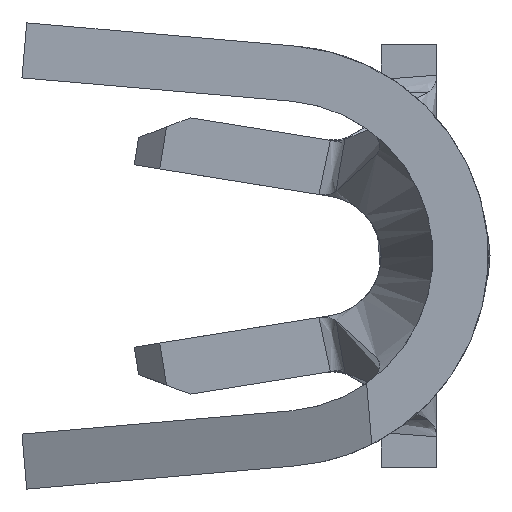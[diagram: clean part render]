
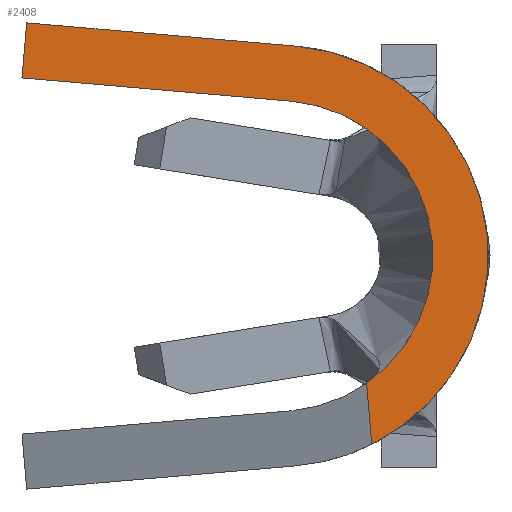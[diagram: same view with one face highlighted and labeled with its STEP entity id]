
A CAD part, left-side view. The second image highlights one B-rep face of the part: STEP entity #2408.
In plain terms, the highlighted planar face has unit normal (-1, 0, 0).
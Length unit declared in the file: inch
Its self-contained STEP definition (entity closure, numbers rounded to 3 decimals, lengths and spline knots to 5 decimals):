
#22 = ORIENTED_EDGE ( 'NONE', *, *, #120, .F. ) ;
#68 = CARTESIAN_POINT ( 'NONE',  ( -0.312, 0.0495, 0.12155 ) ) ;
#120 = EDGE_CURVE ( 'NONE', #1152, #258, #2109, .T. ) ;
#131 = DIRECTION ( 'NONE',  ( 1., 0., 0. ) ) ;
#139 = AXIS2_PLACEMENT_3D ( 'NONE', #2705, #907, #3000 ) ;
#157 = ORIENTED_EDGE ( 'NONE', *, *, #1342, .F. ) ;
#193 = CIRCLE ( 'NONE', #2515, 0.122 ) ;
#258 = VERTEX_POINT ( 'NONE', #927 ) ;
#410 = DIRECTION ( 'NONE',  ( 1., 0., 0. ) ) ;
#572 = VERTEX_POINT ( 'NONE', #1657 ) ;
#844 = LINE ( 'NONE', #3894, #1361 ) ;
#907 = DIRECTION ( 'NONE',  ( -1., 0., 0. ) ) ;
#927 = CARTESIAN_POINT ( 'NONE',  ( -0.312, 0.0495, 0.12155 ) ) ;
#971 = CARTESIAN_POINT ( 'NONE',  ( -0.312, 0.20525, 0.135 ) ) ;
#1152 = VERTEX_POINT ( 'NONE', #971 ) ;
#1229 = CARTESIAN_POINT ( 'NONE',  ( -0.312, 0.00541, -0.1091 ) ) ;
#1230 = ORIENTED_EDGE ( 'NONE', *, *, #2429, .T. ) ;
#1342 = EDGE_CURVE ( 'NONE', #1922, #1152, #844, .T. ) ;
#1361 = VECTOR ( 'NONE', #2128, 39.37008 ) ;
#1417 = CARTESIAN_POINT ( 'NONE',  ( -0.312, 0.05226, 0.08967 ) ) ;
#1534 = LINE ( 'NONE', #2846, #2245 ) ;
#1609 = CARTESIAN_POINT ( 'NONE',  ( -0.312, 0.06, 0. ) ) ;
#1657 = CARTESIAN_POINT ( 'NONE',  ( -0.312, 0.00846, -0.07378 ) ) ;
#1735 = VECTOR ( 'NONE', #2500, 39.37008 ) ;
#1822 = VECTOR ( 'NONE', #2783, 39.37008 ) ;
#1922 = VERTEX_POINT ( 'NONE', #3489 ) ;
#1926 = PLANE ( 'NONE',  #2074 ) ;
#1960 = CARTESIAN_POINT ( 'NONE',  ( -0.312, 0.06, 0. ) ) ;
#2074 = AXIS2_PLACEMENT_3D ( 'NONE', #1609, #410, #2518 ) ;
#2109 = LINE ( 'NONE', #68, #1822 ) ;
#2128 = DIRECTION ( 'NONE',  ( 0., -0.086, 0.996 ) ) ;
#2245 = VECTOR ( 'NONE', #3139, 39.37008 ) ;
#2249 = DIRECTION ( 'NONE',  ( 0., 0., -1. ) ) ;
#2261 = ORIENTED_EDGE ( 'NONE', *, *, #2561, .F. ) ;
#2408 = ADVANCED_FACE ( 'NONE', ( #2623 ), #1926, .F. ) ;
#2429 = EDGE_CURVE ( 'NONE', #572, #3611, #3294, .T. ) ;
#2500 = DIRECTION ( 'NONE',  ( 0., -0.086, -0.996 ) ) ;
#2515 = AXIS2_PLACEMENT_3D ( 'NONE', #1960, #131, #2249 ) ;
#2518 = DIRECTION ( 'NONE',  ( 0., 0., -1. ) ) ;
#2561 = EDGE_CURVE ( 'NONE', #3352, #1922, #1534, .T. ) ;
#2623 = FACE_OUTER_BOUND ( 'NONE', #3310, .T. ) ;
#2694 = ORIENTED_EDGE ( 'NONE', *, *, #3655, .F. ) ;
#2705 = CARTESIAN_POINT ( 'NONE',  ( -0.312, 0.06, 0. ) ) ;
#2783 = DIRECTION ( 'NONE',  ( 0., -0.996, -0.086 ) ) ;
#2846 = CARTESIAN_POINT ( 'NONE',  ( -0.312, 0.05226, 0.08967 ) ) ;
#3000 = DIRECTION ( 'NONE',  ( 0., 0., -1. ) ) ;
#3044 = CIRCLE ( 'NONE', #139, 0.09 ) ;
#3139 = DIRECTION ( 'NONE',  ( 0., 0.996, 0.086 ) ) ;
#3248 = EDGE_CURVE ( 'NONE', #258, #3611, #193, .T. ) ;
#3292 = ORIENTED_EDGE ( 'NONE', *, *, #3248, .F. ) ;
#3294 = LINE ( 'NONE', #3667, #1735 ) ;
#3310 = EDGE_LOOP ( 'NONE', ( #2694, #1230, #3292, #22, #157, #2261 ) ) ;
#3352 = VERTEX_POINT ( 'NONE', #1417 ) ;
#3489 = CARTESIAN_POINT ( 'NONE',  ( -0.312, 0.208, 0.10312 ) ) ;
#3611 = VERTEX_POINT ( 'NONE', #1229 ) ;
#3655 = EDGE_CURVE ( 'NONE', #572, #3352, #3044, .T. ) ;
#3667 = CARTESIAN_POINT ( 'NONE',  ( -0.312, 0.01517, 0.00387 ) ) ;
#3894 = CARTESIAN_POINT ( 'NONE',  ( -0.312, 0.208, 0.10312 ) ) ;
